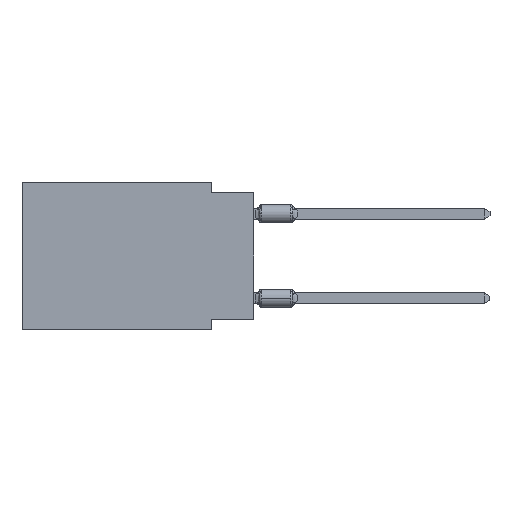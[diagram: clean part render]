
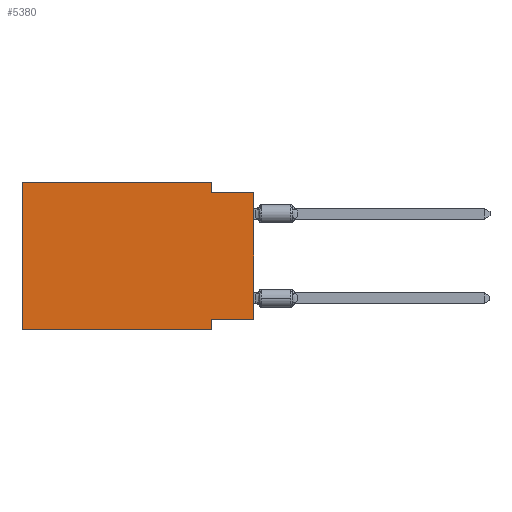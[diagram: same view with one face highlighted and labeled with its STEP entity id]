
A CAD part, left-side view. The second image highlights one B-rep face of the part: STEP entity #5380.
In plain terms, the highlighted planar face has unit normal (-1, 0, 0).
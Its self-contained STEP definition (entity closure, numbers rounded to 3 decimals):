
#646 = VECTOR ( 'NONE', #5193, 1000. ) ;
#1034 = CARTESIAN_POINT ( 'NONE',  ( 0., 13.97, -8.89 ) ) ;
#1207 = CARTESIAN_POINT ( 'NONE',  ( 0., 0., -0.635 ) ) ;
#1253 = ORIENTED_EDGE ( 'NONE', *, *, #15081, .F. ) ;
#1623 = VECTOR ( 'NONE', #7796, 1000. ) ;
#3894 = VERTEX_POINT ( 'NONE', #22459 ) ;
#4332 = LINE ( 'NONE', #6397, #13617 ) ;
#4874 = PLANE ( 'NONE',  #24609 ) ;
#5193 = DIRECTION ( 'NONE',  ( 0., 0., 1. ) ) ;
#5380 = ADVANCED_FACE ( 'NONE', ( #26574 ), #4874, .F. ) ;
#5537 = ORIENTED_EDGE ( 'NONE', *, *, #21958, .F. ) ;
#6397 = CARTESIAN_POINT ( 'NONE',  ( 0., 0., -8.255 ) ) ;
#6538 = DIRECTION ( 'NONE',  ( 0., 1., 0. ) ) ;
#7100 = VECTOR ( 'NONE', #24019, 1000. ) ;
#7139 = EDGE_CURVE ( 'NONE', #12632, #18842, #4332, .T. ) ;
#7274 = ORIENTED_EDGE ( 'NONE', *, *, #11881, .T. ) ;
#7796 = DIRECTION ( 'NONE',  ( 0., 0., -1. ) ) ;
#7862 = VERTEX_POINT ( 'NONE', #17833 ) ;
#8074 = CARTESIAN_POINT ( 'NONE',  ( 0., 2.54, -8.89 ) ) ;
#8807 = CARTESIAN_POINT ( 'NONE',  ( 0., 13.97, -8.89 ) ) ;
#8937 = DIRECTION ( 'NONE',  ( 0., -1., 0. ) ) ;
#8940 = LINE ( 'NONE', #8807, #7100 ) ;
#9028 = VECTOR ( 'NONE', #13910, 1000. ) ;
#9772 = EDGE_CURVE ( 'NONE', #12632, #20753, #24410, .T. ) ;
#9940 = VERTEX_POINT ( 'NONE', #18877 ) ;
#10039 = CARTESIAN_POINT ( 'NONE',  ( 0., 13.97, 0. ) ) ;
#10080 = ORIENTED_EDGE ( 'NONE', *, *, #24984, .F. ) ;
#10761 = EDGE_CURVE ( 'NONE', #9940, #20753, #23613, .T. ) ;
#11218 = DIRECTION ( 'NONE',  ( 1., 0., 0. ) ) ;
#11481 = VECTOR ( 'NONE', #8937, 1000. ) ;
#11811 = DIRECTION ( 'NONE',  ( 0., 0., 1. ) ) ;
#11881 = EDGE_CURVE ( 'NONE', #21262, #3894, #8940, .T. ) ;
#12092 = LINE ( 'NONE', #24151, #646 ) ;
#12094 = LINE ( 'NONE', #8074, #1623 ) ;
#12105 = LINE ( 'NONE', #10039, #9028 ) ;
#12632 = VERTEX_POINT ( 'NONE', #24947 ) ;
#13302 = CARTESIAN_POINT ( 'NONE',  ( 0., 13.97, 0. ) ) ;
#13392 = ORIENTED_EDGE ( 'NONE', *, *, #7139, .F. ) ;
#13617 = VECTOR ( 'NONE', #6538, 1000. ) ;
#13910 = DIRECTION ( 'NONE',  ( 0., -1., 0. ) ) ;
#14248 = DIRECTION ( 'NONE',  ( 0., 0., -1. ) ) ;
#14889 = VECTOR ( 'NONE', #25848, 1000. ) ;
#15081 = EDGE_CURVE ( 'NONE', #24401, #9940, #21832, .T. ) ;
#16752 = VECTOR ( 'NONE', #11811, 1000. ) ;
#16886 = EDGE_CURVE ( 'NONE', #21262, #7862, #12092, .T. ) ;
#17833 = CARTESIAN_POINT ( 'NONE',  ( 0., 13.97, 0. ) ) ;
#18842 = VERTEX_POINT ( 'NONE', #20378 ) ;
#18877 = CARTESIAN_POINT ( 'NONE',  ( 0., 2.54, -0.635 ) ) ;
#20378 = CARTESIAN_POINT ( 'NONE',  ( 0., 2.54, -8.255 ) ) ;
#20753 = VERTEX_POINT ( 'NONE', #1207 ) ;
#21262 = VERTEX_POINT ( 'NONE', #1034 ) ;
#21560 = CARTESIAN_POINT ( 'NONE',  ( 0., 2.54, 0. ) ) ;
#21832 = LINE ( 'NONE', #21560, #14889 ) ;
#21930 = CARTESIAN_POINT ( 'NONE',  ( 0., 0., 0. ) ) ;
#21958 = EDGE_CURVE ( 'NONE', #18842, #3894, #12094, .T. ) ;
#22459 = CARTESIAN_POINT ( 'NONE',  ( 0., 2.54, -8.89 ) ) ;
#22513 = ORIENTED_EDGE ( 'NONE', *, *, #16886, .F. ) ;
#23613 = LINE ( 'NONE', #25562, #11481 ) ;
#23969 = ORIENTED_EDGE ( 'NONE', *, *, #10761, .F. ) ;
#24019 = DIRECTION ( 'NONE',  ( 0., -1., 0. ) ) ;
#24151 = CARTESIAN_POINT ( 'NONE',  ( 0., 13.97, 0. ) ) ;
#24401 = VERTEX_POINT ( 'NONE', #26405 ) ;
#24410 = LINE ( 'NONE', #21930, #16752 ) ;
#24609 = AXIS2_PLACEMENT_3D ( 'NONE', #13302, #11218, #14248 ) ;
#24947 = CARTESIAN_POINT ( 'NONE',  ( 0., 0., -8.255 ) ) ;
#24984 = EDGE_CURVE ( 'NONE', #7862, #24401, #12105, .T. ) ;
#25562 = CARTESIAN_POINT ( 'NONE',  ( 0., 0., -0.635 ) ) ;
#25848 = DIRECTION ( 'NONE',  ( 0., 0., -1. ) ) ;
#26405 = CARTESIAN_POINT ( 'NONE',  ( 0., 2.54, 0. ) ) ;
#26574 = FACE_OUTER_BOUND ( 'NONE', #26852, .T. ) ;
#26852 = EDGE_LOOP ( 'NONE', ( #27213, #23969, #1253, #10080, #22513, #7274, #5537, #13392 ) ) ;
#27213 = ORIENTED_EDGE ( 'NONE', *, *, #9772, .T. ) ;
